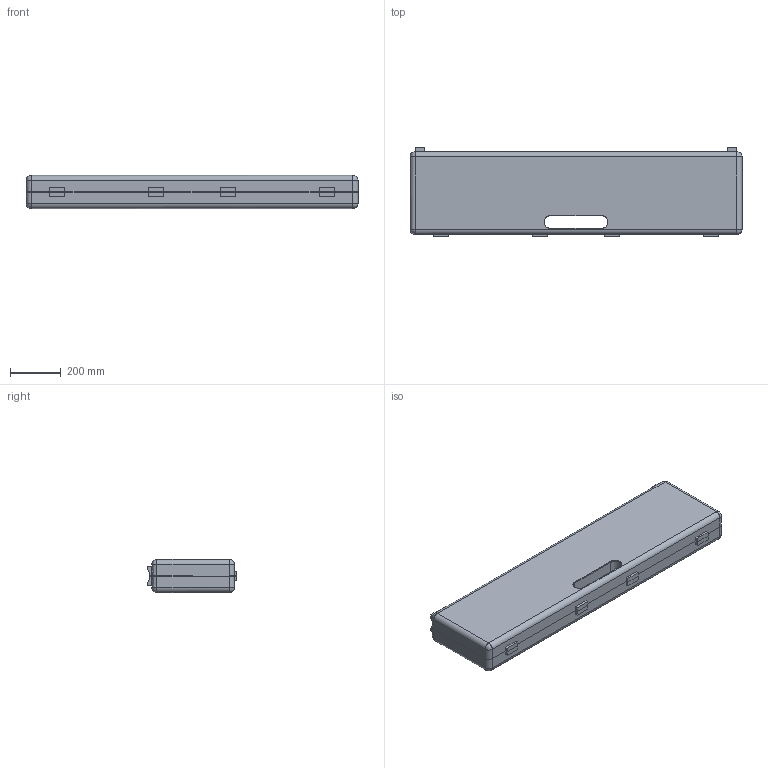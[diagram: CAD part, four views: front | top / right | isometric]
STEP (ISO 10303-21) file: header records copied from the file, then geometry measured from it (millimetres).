
FILE_DESCRIPTION(/* description */ (''),/* implementation_level */ '2;1');
FILE_NAME(/* name */ '70_BOX~1',/* time_stamp */ '2024-09-11T11:04:21+02:00',/* author */ (''),/* organization */ (''),/* preprocessor_version */ 'ST-DEVELOPER v16.5',/* originating_system */ '',/* authorisation */ '');
FILE_SCHEMA (('AUTOMOTIVE_DESIGN'));
Length unit declared in the file: millimetre
Products named in the file (1): Document
Bounding box: 1305 x 352 x 130 mm (x, y, z)
Surface area: 2531098.3 mm2 (no closed solid volume)
Topology: 0 solids, 0 shells, 168 faces, 764 edges, 764 vertices
Faces by surface type: bspline 168
Entity records: 11289 total; most frequent: CARTESIAN_POINT 6575, B_SPLINE_CURVE_WITH_KNOTS 1200, COMPOSITE_CURVE_SEGMENT 760, PCURVE 760, DEFINITIONAL_REPRESENTATION 760, SURFACE_CURVE 760, CURVE_BOUNDED_SURFACE 168, OUTER_BOUNDARY_CURVE 168
